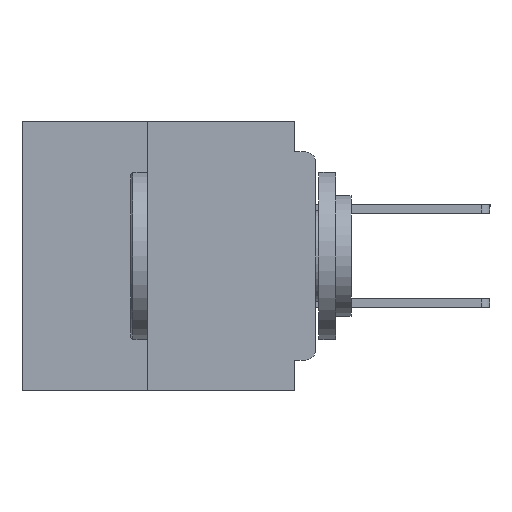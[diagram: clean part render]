
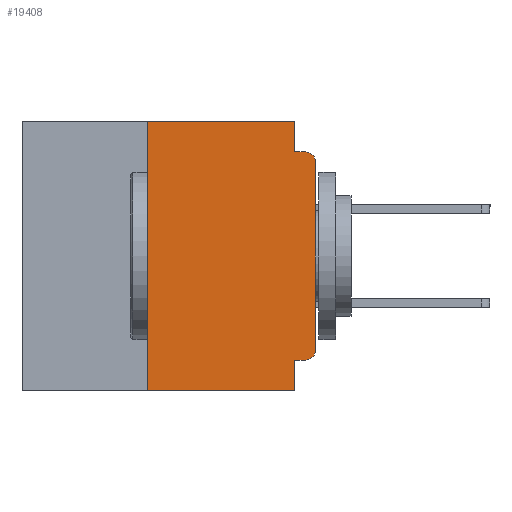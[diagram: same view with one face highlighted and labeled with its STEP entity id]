
A CAD part, left-side view. The second image highlights one B-rep face of the part: STEP entity #19408.
In plain terms, the highlighted planar face has unit normal (-1, 0, 0).
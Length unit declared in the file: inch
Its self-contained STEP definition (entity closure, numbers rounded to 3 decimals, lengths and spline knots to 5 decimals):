
#302 = EDGE_CURVE ( 'NONE', #27400, #12937, #1362, .T. ) ;
#589 = VERTEX_POINT ( 'NONE', #19546 ) ;
#630 = ORIENTED_EDGE ( 'NONE', *, *, #23793, .F. ) ;
#1362 = LINE ( 'NONE', #35124, #17479 ) ;
#1891 = EDGE_CURVE ( 'NONE', #14683, #28419, #9338, .T. ) ;
#3028 = CARTESIAN_POINT ( 'NONE',  ( 0., 0.031, -0.045 ) ) ;
#3707 = CARTESIAN_POINT ( 'NONE',  ( 0., 0.437, 0. ) ) ;
#4096 = EDGE_CURVE ( 'NONE', #28242, #14683, #35042, .T. ) ;
#5121 = CARTESIAN_POINT ( 'NONE',  ( 0., 0.015, -0.355 ) ) ;
#5206 = ORIENTED_EDGE ( 'NONE', *, *, #302, .F. ) ;
#5650 = CARTESIAN_POINT ( 'NONE',  ( 0., 0.031, 0. ) ) ;
#6592 = CARTESIAN_POINT ( 'NONE',  ( 0., 0.031, -0.4 ) ) ;
#6866 = DIRECTION ( 'NONE',  ( 1., 0., 0. ) ) ;
#7074 = ORIENTED_EDGE ( 'NONE', *, *, #1891, .T. ) ;
#7140 = CIRCLE ( 'NONE', #15457, 0.015 ) ;
#8654 = ORIENTED_EDGE ( 'NONE', *, *, #38247, .F. ) ;
#9338 = CIRCLE ( 'NONE', #23329, 0.015 ) ;
#10120 = VECTOR ( 'NONE', #20661, 39.37008 ) ;
#11591 = CARTESIAN_POINT ( 'NONE',  ( 0., 0.015, -0.34 ) ) ;
#11721 = LINE ( 'NONE', #21578, #26886 ) ;
#12647 = CARTESIAN_POINT ( 'NONE',  ( 0., 0., -0.34 ) ) ;
#12937 = VERTEX_POINT ( 'NONE', #18837 ) ;
#13657 = CARTESIAN_POINT ( 'NONE',  ( 0., 0.031, -0.355 ) ) ;
#13908 = VERTEX_POINT ( 'NONE', #5121 ) ;
#14346 = VECTOR ( 'NONE', #28155, 39.37008 ) ;
#14642 = DIRECTION ( 'NONE',  ( 0., 0., -1. ) ) ;
#14683 = VERTEX_POINT ( 'NONE', #26973 ) ;
#14974 = ORIENTED_EDGE ( 'NONE', *, *, #16238, .F. ) ;
#15457 = AXIS2_PLACEMENT_3D ( 'NONE', #11591, #32672, #14642 ) ;
#15806 = LINE ( 'NONE', #22075, #30925 ) ;
#16238 = EDGE_CURVE ( 'NONE', #12937, #28777, #27649, .T. ) ;
#17479 = VECTOR ( 'NONE', #31307, 39.37008 ) ;
#18837 = CARTESIAN_POINT ( 'NONE',  ( 0., 0.031, 0. ) ) ;
#19408 = ADVANCED_FACE ( 'NONE', ( #31590 ), #36881, .F. ) ;
#19546 = CARTESIAN_POINT ( 'NONE',  ( 0., 0.031, -0.4 ) ) ;
#19612 = VECTOR ( 'NONE', #29908, 39.37008 ) ;
#20011 = EDGE_CURVE ( 'NONE', #28777, #28419, #11721, .T. ) ;
#20166 = CARTESIAN_POINT ( 'NONE',  ( 0., 0., 0. ) ) ;
#20661 = DIRECTION ( 'NONE',  ( 0., 0., 1. ) ) ;
#21578 = CARTESIAN_POINT ( 'NONE',  ( 0., 0., -0.045 ) ) ;
#21741 = LINE ( 'NONE', #27222, #28810 ) ;
#22075 = CARTESIAN_POINT ( 'NONE',  ( 0., 0.25, -0.4 ) ) ;
#23289 = ORIENTED_EDGE ( 'NONE', *, *, #29020, .T. ) ;
#23329 = AXIS2_PLACEMENT_3D ( 'NONE', #27503, #26610, #24720 ) ;
#23371 = ORIENTED_EDGE ( 'NONE', *, *, #29862, .T. ) ;
#23793 = EDGE_CURVE ( 'NONE', #13908, #38469, #21741, .T. ) ;
#24023 = VECTOR ( 'NONE', #27787, 39.37008 ) ;
#24720 = DIRECTION ( 'NONE',  ( 0., 0., -1. ) ) ;
#24978 = LINE ( 'NONE', #6592, #24023 ) ;
#26107 = ORIENTED_EDGE ( 'NONE', *, *, #20011, .F. ) ;
#26610 = DIRECTION ( 'NONE',  ( -1., 0., 0. ) ) ;
#26729 = CARTESIAN_POINT ( 'NONE',  ( 0., 0.25, 0. ) ) ;
#26886 = VECTOR ( 'NONE', #36461, 39.37008 ) ;
#26973 = CARTESIAN_POINT ( 'NONE',  ( 0., 0., -0.06 ) ) ;
#27222 = CARTESIAN_POINT ( 'NONE',  ( 0., 0., -0.355 ) ) ;
#27400 = VERTEX_POINT ( 'NONE', #26729 ) ;
#27503 = CARTESIAN_POINT ( 'NONE',  ( 0., 0.015, -0.06 ) ) ;
#27649 = LINE ( 'NONE', #5650, #19612 ) ;
#27689 = EDGE_CURVE ( 'NONE', #36786, #27400, #15806, .T. ) ;
#27787 = DIRECTION ( 'NONE',  ( 0., 0., -1. ) ) ;
#28058 = DIRECTION ( 'NONE',  ( 0., 0., -1. ) ) ;
#28155 = DIRECTION ( 'NONE',  ( 0., -1., 0. ) ) ;
#28242 = VERTEX_POINT ( 'NONE', #12647 ) ;
#28289 = CARTESIAN_POINT ( 'NONE',  ( 0., 0.437, -0.4 ) ) ;
#28419 = VERTEX_POINT ( 'NONE', #37546 ) ;
#28777 = VERTEX_POINT ( 'NONE', #3028 ) ;
#28810 = VECTOR ( 'NONE', #30229, 39.37008 ) ;
#29020 = EDGE_CURVE ( 'NONE', #36786, #589, #38257, .T. ) ;
#29862 = EDGE_CURVE ( 'NONE', #13908, #28242, #7140, .T. ) ;
#29870 = AXIS2_PLACEMENT_3D ( 'NONE', #3707, #6866, #28058 ) ;
#29908 = DIRECTION ( 'NONE',  ( 0., 0., -1. ) ) ;
#30229 = DIRECTION ( 'NONE',  ( 0., 1., 0. ) ) ;
#30372 = ORIENTED_EDGE ( 'NONE', *, *, #27689, .F. ) ;
#30925 = VECTOR ( 'NONE', #36945, 39.37008 ) ;
#31307 = DIRECTION ( 'NONE',  ( 0., -1., 0. ) ) ;
#31590 = FACE_OUTER_BOUND ( 'NONE', #38873, .T. ) ;
#32672 = DIRECTION ( 'NONE',  ( -1., 0., 0. ) ) ;
#33112 = CARTESIAN_POINT ( 'NONE',  ( 0., 0.25, -0.4 ) ) ;
#35042 = LINE ( 'NONE', #20166, #10120 ) ;
#35124 = CARTESIAN_POINT ( 'NONE',  ( 0., 0.437, 0. ) ) ;
#36461 = DIRECTION ( 'NONE',  ( 0., -1., 0. ) ) ;
#36786 = VERTEX_POINT ( 'NONE', #33112 ) ;
#36881 = PLANE ( 'NONE',  #29870 ) ;
#36945 = DIRECTION ( 'NONE',  ( 0., 0., 1. ) ) ;
#37546 = CARTESIAN_POINT ( 'NONE',  ( 0., 0.015, -0.045 ) ) ;
#37665 = ORIENTED_EDGE ( 'NONE', *, *, #4096, .T. ) ;
#38247 = EDGE_CURVE ( 'NONE', #38469, #589, #24978, .T. ) ;
#38257 = LINE ( 'NONE', #28289, #14346 ) ;
#38469 = VERTEX_POINT ( 'NONE', #13657 ) ;
#38873 = EDGE_LOOP ( 'NONE', ( #37665, #7074, #26107, #14974, #5206, #30372, #23289, #8654, #630, #23371 ) ) ;
